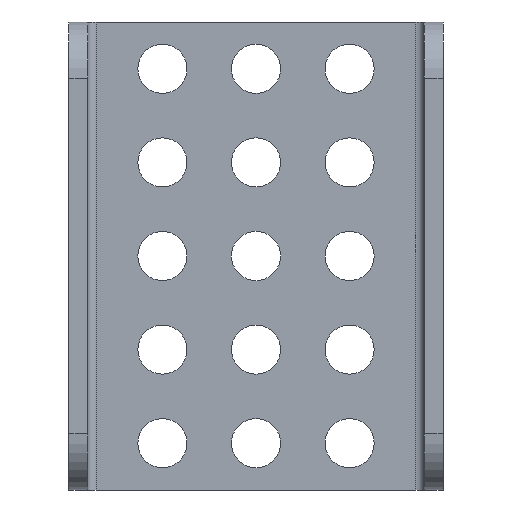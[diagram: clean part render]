
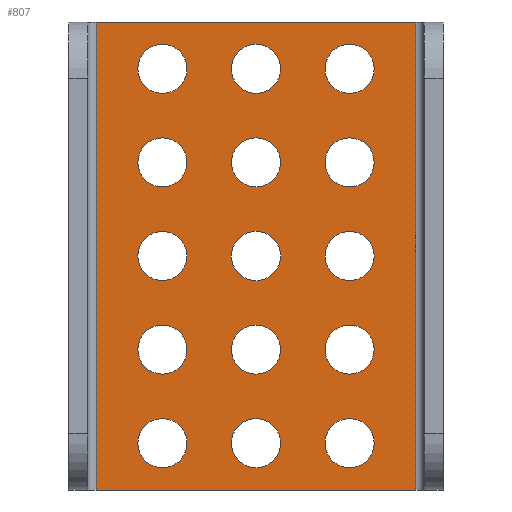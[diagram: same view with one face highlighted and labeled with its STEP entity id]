
A CAD part, front view. The second image highlights one B-rep face of the part: STEP entity #807.
In plain terms, the highlighted planar face has unit normal (0, -1, 0).
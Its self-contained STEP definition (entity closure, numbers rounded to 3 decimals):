
#78=FACE_BOUND('',#204,.T.);
#79=FACE_BOUND('',#205,.T.);
#80=FACE_BOUND('',#206,.T.);
#81=FACE_BOUND('',#207,.T.);
#82=FACE_BOUND('',#208,.T.);
#83=FACE_BOUND('',#209,.T.);
#84=FACE_BOUND('',#210,.T.);
#85=FACE_BOUND('',#211,.T.);
#86=FACE_BOUND('',#212,.T.);
#87=FACE_BOUND('',#213,.T.);
#88=FACE_BOUND('',#214,.T.);
#89=FACE_BOUND('',#215,.T.);
#90=FACE_BOUND('',#216,.T.);
#91=FACE_BOUND('',#217,.T.);
#92=FACE_BOUND('',#218,.T.);
#130=FACE_OUTER_BOUND('',#203,.T.);
#203=EDGE_LOOP('',(#674,#675,#676,#677));
#204=EDGE_LOOP('',(#678));
#205=EDGE_LOOP('',(#679));
#206=EDGE_LOOP('',(#680));
#207=EDGE_LOOP('',(#681));
#208=EDGE_LOOP('',(#682));
#209=EDGE_LOOP('',(#683));
#210=EDGE_LOOP('',(#684));
#211=EDGE_LOOP('',(#685));
#212=EDGE_LOOP('',(#686));
#213=EDGE_LOOP('',(#687));
#214=EDGE_LOOP('',(#688));
#215=EDGE_LOOP('',(#689));
#216=EDGE_LOOP('',(#690));
#217=EDGE_LOOP('',(#691));
#218=EDGE_LOOP('',(#692));
#328=CIRCLE('',#897,2.1);
#329=CIRCLE('',#898,2.1);
#330=CIRCLE('',#899,2.1);
#331=CIRCLE('',#900,2.1);
#332=CIRCLE('',#901,2.1);
#333=CIRCLE('',#902,2.1);
#334=CIRCLE('',#903,2.1);
#335=CIRCLE('',#904,2.1);
#336=CIRCLE('',#905,2.1);
#337=CIRCLE('',#906,2.1);
#338=CIRCLE('',#907,2.1);
#339=CIRCLE('',#908,2.1);
#340=CIRCLE('',#909,2.1);
#341=CIRCLE('',#910,2.1);
#342=CIRCLE('',#911,2.1);
#352=LINE('',#1216,#384);
#364=LINE('',#1253,#396);
#376=LINE('',#1345,#408);
#377=LINE('',#1346,#409);
#384=VECTOR('',#962,27.32);
#396=VECTOR('',#988,27.32);
#408=VECTOR('',#1086,40.);
#409=VECTOR('',#1087,40.);
#417=VERTEX_POINT('',#1213);
#418=VERTEX_POINT('',#1215);
#435=VERTEX_POINT('',#1250);
#436=VERTEX_POINT('',#1252);
#474=VERTEX_POINT('',#1347);
#475=VERTEX_POINT('',#1349);
#476=VERTEX_POINT('',#1351);
#477=VERTEX_POINT('',#1353);
#478=VERTEX_POINT('',#1355);
#479=VERTEX_POINT('',#1357);
#480=VERTEX_POINT('',#1359);
#481=VERTEX_POINT('',#1361);
#482=VERTEX_POINT('',#1363);
#483=VERTEX_POINT('',#1365);
#484=VERTEX_POINT('',#1367);
#485=VERTEX_POINT('',#1369);
#486=VERTEX_POINT('',#1371);
#487=VERTEX_POINT('',#1373);
#488=VERTEX_POINT('',#1375);
#499=EDGE_CURVE('',#418,#417,#352,.T.);
#517=EDGE_CURVE('',#435,#436,#364,.T.);
#566=EDGE_CURVE('',#418,#435,#376,.T.);
#567=EDGE_CURVE('',#417,#436,#377,.T.);
#568=EDGE_CURVE('',#474,#474,#328,.T.);
#569=EDGE_CURVE('',#475,#475,#329,.T.);
#570=EDGE_CURVE('',#476,#476,#330,.T.);
#571=EDGE_CURVE('',#477,#477,#331,.T.);
#572=EDGE_CURVE('',#478,#478,#332,.T.);
#573=EDGE_CURVE('',#479,#479,#333,.T.);
#574=EDGE_CURVE('',#480,#480,#334,.T.);
#575=EDGE_CURVE('',#481,#481,#335,.T.);
#576=EDGE_CURVE('',#482,#482,#336,.T.);
#577=EDGE_CURVE('',#483,#483,#337,.T.);
#578=EDGE_CURVE('',#484,#484,#338,.T.);
#579=EDGE_CURVE('',#485,#485,#339,.T.);
#580=EDGE_CURVE('',#486,#486,#340,.T.);
#581=EDGE_CURVE('',#487,#487,#341,.T.);
#582=EDGE_CURVE('',#488,#488,#342,.T.);
#674=ORIENTED_EDGE('',*,*,#566,.F.);
#675=ORIENTED_EDGE('',*,*,#499,.T.);
#676=ORIENTED_EDGE('',*,*,#567,.T.);
#677=ORIENTED_EDGE('',*,*,#517,.F.);
#678=ORIENTED_EDGE('',*,*,#568,.F.);
#679=ORIENTED_EDGE('',*,*,#569,.F.);
#680=ORIENTED_EDGE('',*,*,#570,.F.);
#681=ORIENTED_EDGE('',*,*,#571,.F.);
#682=ORIENTED_EDGE('',*,*,#572,.F.);
#683=ORIENTED_EDGE('',*,*,#573,.F.);
#684=ORIENTED_EDGE('',*,*,#574,.F.);
#685=ORIENTED_EDGE('',*,*,#575,.F.);
#686=ORIENTED_EDGE('',*,*,#576,.F.);
#687=ORIENTED_EDGE('',*,*,#577,.F.);
#688=ORIENTED_EDGE('',*,*,#578,.F.);
#689=ORIENTED_EDGE('',*,*,#579,.F.);
#690=ORIENTED_EDGE('',*,*,#580,.F.);
#691=ORIENTED_EDGE('',*,*,#581,.F.);
#692=ORIENTED_EDGE('',*,*,#582,.F.);
#797=PLANE('',#896);
#807=ADVANCED_FACE('',(#130,#78,#79,#80,#81,#82,#83,#84,#85,#86,#87,#88,
#89,#90,#91,#92),#797,.T.);
#896=AXIS2_PLACEMENT_3D('',#1344,#1084,#1085);
#897=AXIS2_PLACEMENT_3D('',#1348,#1088,#1089);
#898=AXIS2_PLACEMENT_3D('',#1350,#1090,#1091);
#899=AXIS2_PLACEMENT_3D('',#1352,#1092,#1093);
#900=AXIS2_PLACEMENT_3D('',#1354,#1094,#1095);
#901=AXIS2_PLACEMENT_3D('',#1356,#1096,#1097);
#902=AXIS2_PLACEMENT_3D('',#1358,#1098,#1099);
#903=AXIS2_PLACEMENT_3D('',#1360,#1100,#1101);
#904=AXIS2_PLACEMENT_3D('',#1362,#1102,#1103);
#905=AXIS2_PLACEMENT_3D('',#1364,#1104,#1105);
#906=AXIS2_PLACEMENT_3D('',#1366,#1106,#1107);
#907=AXIS2_PLACEMENT_3D('',#1368,#1108,#1109);
#908=AXIS2_PLACEMENT_3D('',#1370,#1110,#1111);
#909=AXIS2_PLACEMENT_3D('',#1372,#1112,#1113);
#910=AXIS2_PLACEMENT_3D('',#1374,#1114,#1115);
#911=AXIS2_PLACEMENT_3D('',#1376,#1116,#1117);
#962=DIRECTION('',(1.,0.,0.));
#988=DIRECTION('',(1.,0.,0.));
#1084=DIRECTION('center_axis',(0.,-1.,0.));
#1085=DIRECTION('ref_axis',(0.,0.,-1.));
#1086=DIRECTION('',(0.,0.,1.));
#1087=DIRECTION('',(0.,0.,1.));
#1088=DIRECTION('center_axis',(0.,-1.,0.));
#1089=DIRECTION('ref_axis',(1.,0.,0.));
#1090=DIRECTION('center_axis',(0.,-1.,0.));
#1091=DIRECTION('ref_axis',(1.,0.,0.));
#1092=DIRECTION('center_axis',(0.,-1.,0.));
#1093=DIRECTION('ref_axis',(1.,0.,0.));
#1094=DIRECTION('center_axis',(0.,-1.,0.));
#1095=DIRECTION('ref_axis',(1.,0.,0.));
#1096=DIRECTION('center_axis',(0.,-1.,0.));
#1097=DIRECTION('ref_axis',(1.,0.,0.));
#1098=DIRECTION('center_axis',(0.,-1.,0.));
#1099=DIRECTION('ref_axis',(1.,0.,0.));
#1100=DIRECTION('center_axis',(0.,-1.,0.));
#1101=DIRECTION('ref_axis',(1.,0.,0.));
#1102=DIRECTION('center_axis',(0.,-1.,0.));
#1103=DIRECTION('ref_axis',(1.,0.,0.));
#1104=DIRECTION('center_axis',(0.,-1.,0.));
#1105=DIRECTION('ref_axis',(1.,0.,0.));
#1106=DIRECTION('center_axis',(0.,-1.,0.));
#1107=DIRECTION('ref_axis',(1.,0.,0.));
#1108=DIRECTION('center_axis',(0.,-1.,0.));
#1109=DIRECTION('ref_axis',(1.,0.,0.));
#1110=DIRECTION('center_axis',(0.,-1.,0.));
#1111=DIRECTION('ref_axis',(1.,0.,0.));
#1112=DIRECTION('center_axis',(0.,-1.,0.));
#1113=DIRECTION('ref_axis',(1.,0.,0.));
#1114=DIRECTION('center_axis',(0.,-1.,0.));
#1115=DIRECTION('ref_axis',(1.,0.,0.));
#1116=DIRECTION('center_axis',(0.,-1.,0.));
#1117=DIRECTION('ref_axis',(1.,0.,0.));
#1213=CARTESIAN_POINT('',(13.66,-1.6,-20.));
#1215=CARTESIAN_POINT('',(-13.66,-1.6,-20.));
#1216=CARTESIAN_POINT('',(-13.66,-1.6,-20.));
#1250=CARTESIAN_POINT('',(-13.66,-1.6,20.));
#1252=CARTESIAN_POINT('',(13.66,-1.6,20.));
#1253=CARTESIAN_POINT('',(-13.66,-1.6,20.));
#1344=CARTESIAN_POINT('Origin',(-14.4,-1.6,-20.));
#1345=CARTESIAN_POINT('',(-13.66,-1.6,-20.));
#1346=CARTESIAN_POINT('',(13.66,-1.6,-20.));
#1347=CARTESIAN_POINT('',(10.1,-1.6,16.));
#1348=CARTESIAN_POINT('Origin',(8.,-1.6,16.));
#1349=CARTESIAN_POINT('',(2.1,-1.6,16.));
#1350=CARTESIAN_POINT('Origin',(0.,-1.6,16.));
#1351=CARTESIAN_POINT('',(-5.9,-1.6,16.));
#1352=CARTESIAN_POINT('Origin',(-8.,-1.6,16.));
#1353=CARTESIAN_POINT('',(10.1,-1.6,8.));
#1354=CARTESIAN_POINT('Origin',(8.,-1.6,8.));
#1355=CARTESIAN_POINT('',(2.1,-1.6,8.));
#1356=CARTESIAN_POINT('Origin',(0.,-1.6,8.));
#1357=CARTESIAN_POINT('',(-5.9,-1.6,8.));
#1358=CARTESIAN_POINT('Origin',(-8.,-1.6,8.));
#1359=CARTESIAN_POINT('',(10.1,-1.6,0.));
#1360=CARTESIAN_POINT('Origin',(8.,-1.6,0.));
#1361=CARTESIAN_POINT('',(2.1,-1.6,0.));
#1362=CARTESIAN_POINT('Origin',(0.,-1.6,0.));
#1363=CARTESIAN_POINT('',(-5.9,-1.6,0.));
#1364=CARTESIAN_POINT('Origin',(-8.,-1.6,0.));
#1365=CARTESIAN_POINT('',(10.1,-1.6,-8.));
#1366=CARTESIAN_POINT('Origin',(8.,-1.6,-8.));
#1367=CARTESIAN_POINT('',(2.1,-1.6,-8.));
#1368=CARTESIAN_POINT('Origin',(0.,-1.6,-8.));
#1369=CARTESIAN_POINT('',(-5.9,-1.6,-8.));
#1370=CARTESIAN_POINT('Origin',(-8.,-1.6,-8.));
#1371=CARTESIAN_POINT('',(10.1,-1.6,-16.));
#1372=CARTESIAN_POINT('Origin',(8.,-1.6,-16.));
#1373=CARTESIAN_POINT('',(2.1,-1.6,-16.));
#1374=CARTESIAN_POINT('Origin',(0.,-1.6,-16.));
#1375=CARTESIAN_POINT('',(-5.9,-1.6,-16.));
#1376=CARTESIAN_POINT('Origin',(-8.,-1.6,-16.));
